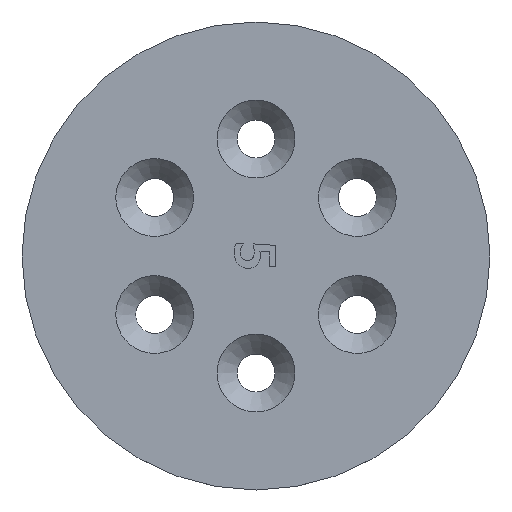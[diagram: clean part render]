
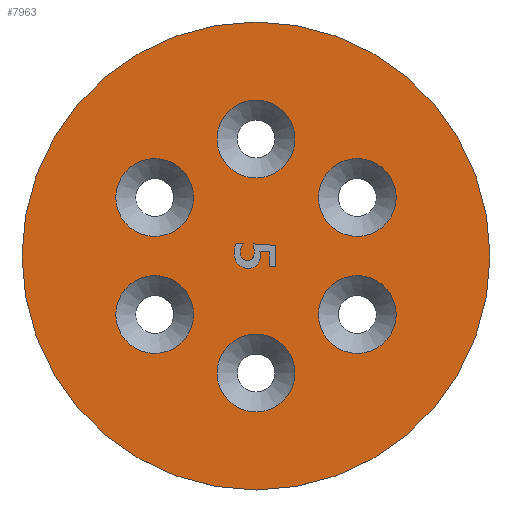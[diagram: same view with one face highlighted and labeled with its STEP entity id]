
A CAD part, top view. The second image highlights one B-rep face of the part: STEP entity #7963.
In plain terms, the highlighted planar face has unit normal (0, 0, 1).
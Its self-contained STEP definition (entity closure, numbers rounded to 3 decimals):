
#269=FACE_BOUND('',#1569,.T.);
#270=FACE_BOUND('',#1570,.T.);
#271=FACE_BOUND('',#1571,.T.);
#272=FACE_BOUND('',#1572,.T.);
#273=FACE_BOUND('',#1573,.T.);
#274=FACE_BOUND('',#1574,.T.);
#275=FACE_BOUND('',#1575,.T.);
#523=CIRCLE('',#8441,20.);
#644=CIRCLE('',#8755,3.325);
#647=CIRCLE('',#8759,3.325);
#648=CIRCLE('',#8760,3.325);
#649=CIRCLE('',#8761,3.325);
#650=CIRCLE('',#8762,3.325);
#651=CIRCLE('',#8763,3.325);
#868=PLANE('',#8758);
#1152=FACE_OUTER_BOUND('',#1568,.T.);
#1568=EDGE_LOOP('',(#6511));
#1569=EDGE_LOOP('',(#6512,#6513,#6514,#6515,#6516,#6517,#6518,#6519,#6520,
#6521,#6522,#6523,#6524,#6525));
#1570=EDGE_LOOP('',(#6526));
#1571=EDGE_LOOP('',(#6527));
#1572=EDGE_LOOP('',(#6528));
#1573=EDGE_LOOP('',(#6529));
#1574=EDGE_LOOP('',(#6530));
#1575=EDGE_LOOP('',(#6531));
#1791=LINE('',#11717,#2502);
#1794=LINE('',#11723,#2505);
#1797=LINE('',#11729,#2508);
#1800=LINE('',#11735,#2511);
#1803=LINE('',#11741,#2514);
#1810=LINE('',#11818,#2521);
#2502=VECTOR('',#9113,10.);
#2505=VECTOR('',#9118,10.);
#2508=VECTOR('',#9123,10.);
#2511=VECTOR('',#9128,10.);
#2514=VECTOR('',#9133,10.);
#2521=VECTOR('',#9142,10.);
#3208=B_SPLINE_CURVE_WITH_KNOTS('',2,(#11652,#11653,#11654),
 .UNSPECIFIED.,.F.,.F.,(3,3),(0.,1.),.UNSPECIFIED.);
#3210=B_SPLINE_CURVE_WITH_KNOTS('',2,(#11671,#11672,#11673,#11674),
 .UNSPECIFIED.,.F.,.F.,(3,1,3),(0.,1.,2.),.UNSPECIFIED.);
#3212=B_SPLINE_CURVE_WITH_KNOTS('',2,(#11690,#11691,#11692,#11693),
 .UNSPECIFIED.,.F.,.F.,(3,1,3),(0.,1.,2.),.UNSPECIFIED.);
#3214=B_SPLINE_CURVE_WITH_KNOTS('',2,(#11707,#11708,#11709),
 .UNSPECIFIED.,.F.,.F.,(3,3),(0.,1.),.UNSPECIFIED.);
#3216=B_SPLINE_CURVE_WITH_KNOTS('',2,(#11752,#11753,#11754),
 .UNSPECIFIED.,.F.,.F.,(3,3),(0.,1.),.UNSPECIFIED.);
#3218=B_SPLINE_CURVE_WITH_KNOTS('',2,(#11769,#11770,#11771,#11772),
 .UNSPECIFIED.,.F.,.F.,(3,1,3),(0.,1.,2.),.UNSPECIFIED.);
#3220=B_SPLINE_CURVE_WITH_KNOTS('',2,(#11788,#11789,#11790,#11791),
 .UNSPECIFIED.,.F.,.F.,(3,1,3),(0.,1.,2.),.UNSPECIFIED.);
#3222=B_SPLINE_CURVE_WITH_KNOTS('',2,(#11807,#11808,#11809,#11810),
 .UNSPECIFIED.,.F.,.F.,(3,1,3),(0.,1.,2.),.UNSPECIFIED.);
#3224=VERTEX_POINT('',#11650);
#3225=VERTEX_POINT('',#11651);
#3228=VERTEX_POINT('',#11670);
#3230=VERTEX_POINT('',#11689);
#3232=VERTEX_POINT('',#11706);
#3234=VERTEX_POINT('',#11716);
#3236=VERTEX_POINT('',#11722);
#3238=VERTEX_POINT('',#11728);
#3240=VERTEX_POINT('',#11734);
#3242=VERTEX_POINT('',#11740);
#3244=VERTEX_POINT('',#11751);
#3246=VERTEX_POINT('',#11768);
#3248=VERTEX_POINT('',#11787);
#3250=VERTEX_POINT('',#11806);
#3637=VERTEX_POINT('',#12593);
#3831=VERTEX_POINT('',#13367);
#3834=VERTEX_POINT('',#13375);
#3835=VERTEX_POINT('',#13377);
#3836=VERTEX_POINT('',#13379);
#3837=VERTEX_POINT('',#13381);
#3838=VERTEX_POINT('',#13383);
#4046=EDGE_CURVE('',#3224,#3225,#3208,.T.);
#4050=EDGE_CURVE('',#3228,#3224,#3210,.T.);
#4053=EDGE_CURVE('',#3230,#3228,#3212,.T.);
#4056=EDGE_CURVE('',#3232,#3230,#3214,.T.);
#4059=EDGE_CURVE('',#3234,#3232,#1791,.T.);
#4062=EDGE_CURVE('',#3236,#3234,#1794,.T.);
#4065=EDGE_CURVE('',#3238,#3236,#1797,.T.);
#4068=EDGE_CURVE('',#3240,#3238,#1800,.T.);
#4071=EDGE_CURVE('',#3242,#3240,#1803,.T.);
#4074=EDGE_CURVE('',#3244,#3242,#3216,.T.);
#4077=EDGE_CURVE('',#3246,#3244,#3218,.T.);
#4080=EDGE_CURVE('',#3248,#3246,#3220,.T.);
#4083=EDGE_CURVE('',#3250,#3248,#3222,.T.);
#4086=EDGE_CURVE('',#3225,#3250,#1810,.T.);
#4474=EDGE_CURVE('',#3637,#3637,#523,.T.);
#4860=EDGE_CURVE('',#3831,#3831,#644,.T.);
#4864=EDGE_CURVE('',#3834,#3834,#647,.T.);
#4865=EDGE_CURVE('',#3835,#3835,#648,.T.);
#4866=EDGE_CURVE('',#3836,#3836,#649,.T.);
#4867=EDGE_CURVE('',#3837,#3837,#650,.T.);
#4868=EDGE_CURVE('',#3838,#3838,#651,.T.);
#6511=ORIENTED_EDGE('',*,*,#4474,.T.);
#6512=ORIENTED_EDGE('',*,*,#4046,.T.);
#6513=ORIENTED_EDGE('',*,*,#4086,.T.);
#6514=ORIENTED_EDGE('',*,*,#4083,.T.);
#6515=ORIENTED_EDGE('',*,*,#4080,.T.);
#6516=ORIENTED_EDGE('',*,*,#4077,.T.);
#6517=ORIENTED_EDGE('',*,*,#4074,.T.);
#6518=ORIENTED_EDGE('',*,*,#4071,.T.);
#6519=ORIENTED_EDGE('',*,*,#4068,.T.);
#6520=ORIENTED_EDGE('',*,*,#4065,.T.);
#6521=ORIENTED_EDGE('',*,*,#4062,.T.);
#6522=ORIENTED_EDGE('',*,*,#4059,.T.);
#6523=ORIENTED_EDGE('',*,*,#4056,.T.);
#6524=ORIENTED_EDGE('',*,*,#4053,.T.);
#6525=ORIENTED_EDGE('',*,*,#4050,.T.);
#6526=ORIENTED_EDGE('',*,*,#4864,.F.);
#6527=ORIENTED_EDGE('',*,*,#4865,.F.);
#6528=ORIENTED_EDGE('',*,*,#4866,.F.);
#6529=ORIENTED_EDGE('',*,*,#4867,.F.);
#6530=ORIENTED_EDGE('',*,*,#4868,.F.);
#6531=ORIENTED_EDGE('',*,*,#4860,.F.);
#7963=ADVANCED_FACE('',(#1152,#269,#270,#271,#272,#273,#274,#275),#868,
 .T.);
#8441=AXIS2_PLACEMENT_3D('',#12595,#9777,#9778);
#8755=AXIS2_PLACEMENT_3D('',#13368,#10670,#10671);
#8758=AXIS2_PLACEMENT_3D('',#13374,#10677,#10678);
#8759=AXIS2_PLACEMENT_3D('',#13376,#10679,#10680);
#8760=AXIS2_PLACEMENT_3D('',#13378,#10681,#10682);
#8761=AXIS2_PLACEMENT_3D('',#13380,#10683,#10684);
#8762=AXIS2_PLACEMENT_3D('',#13382,#10685,#10686);
#8763=AXIS2_PLACEMENT_3D('',#13384,#10687,#10688);
#9113=DIRECTION('',(-0.997,0.074,0.));
#9118=DIRECTION('',(0.,1.,0.));
#9123=DIRECTION('',(-1.,0.,0.));
#9128=DIRECTION('',(0.,-1.,0.));
#9133=DIRECTION('',(0.998,-0.068,0.));
#9142=DIRECTION('',(1.,0.,0.));
#9777=DIRECTION('center_axis',(0.,0.,1.));
#9778=DIRECTION('ref_axis',(1.,0.,0.));
#10670=DIRECTION('center_axis',(0.,0.,1.));
#10671=DIRECTION('ref_axis',(-1.,0.,0.));
#10677=DIRECTION('center_axis',(0.,0.,1.));
#10678=DIRECTION('ref_axis',(1.,0.,0.));
#10679=DIRECTION('center_axis',(0.,0.,1.));
#10680=DIRECTION('ref_axis',(-1.,0.,0.));
#10681=DIRECTION('center_axis',(0.,0.,1.));
#10682=DIRECTION('ref_axis',(-1.,0.,0.));
#10683=DIRECTION('center_axis',(0.,0.,1.));
#10684=DIRECTION('ref_axis',(-1.,0.,0.));
#10685=DIRECTION('center_axis',(0.,0.,1.));
#10686=DIRECTION('ref_axis',(-1.,0.,0.));
#10687=DIRECTION('center_axis',(0.,0.,1.));
#10688=DIRECTION('ref_axis',(-1.,0.,0.));
#11650=CARTESIAN_POINT('',(-1.859,0.269,3.5));
#11651=CARTESIAN_POINT('',(-1.692,1.091,3.5));
#11652=CARTESIAN_POINT('Ctrl Pts',(-1.859,0.269,
3.5));
#11653=CARTESIAN_POINT('Ctrl Pts',(-1.859,0.784,
3.5));
#11654=CARTESIAN_POINT('Ctrl Pts',(-1.692,1.091,3.5));
#11670=CARTESIAN_POINT('',(-0.658,-1.066,3.5));
#11671=CARTESIAN_POINT('Ctrl Pts',(-0.658,-1.066,
3.5));
#11672=CARTESIAN_POINT('Ctrl Pts',(-1.221,-1.066,
3.5));
#11673=CARTESIAN_POINT('Ctrl Pts',(-1.859,-0.351,
3.5));
#11674=CARTESIAN_POINT('Ctrl Pts',(-1.859,0.269,
3.5));
#11689=CARTESIAN_POINT('',(0.37,0.066,3.5));
#11690=CARTESIAN_POINT('Ctrl Pts',(0.37,0.066,
3.5));
#11691=CARTESIAN_POINT('Ctrl Pts',(0.37,-0.443,
3.5));
#11692=CARTESIAN_POINT('Ctrl Pts',(-0.19,-1.066,
3.5));
#11693=CARTESIAN_POINT('Ctrl Pts',(-0.658,-1.066,
3.5));
#11706=CARTESIAN_POINT('',(0.338,0.42,3.5));
#11707=CARTESIAN_POINT('Ctrl Pts',(0.338,0.42,
3.5));
#11708=CARTESIAN_POINT('Ctrl Pts',(0.37,0.152,
3.5));
#11709=CARTESIAN_POINT('Ctrl Pts',(0.37,0.066,
3.5));
#11716=CARTESIAN_POINT('',(1.151,0.36,3.5));
#11717=CARTESIAN_POINT('',(-0.087,0.452,3.5));
#11722=CARTESIAN_POINT('',(1.151,-0.904,3.5));
#11723=CARTESIAN_POINT('',(1.151,8.785,3.5));
#11728=CARTESIAN_POINT('',(1.704,-0.904,3.5));
#11729=CARTESIAN_POINT('',(0.852,-0.904,3.5));
#11734=CARTESIAN_POINT('',(1.704,0.907,3.5));
#11735=CARTESIAN_POINT('',(1.704,9.691,3.5));
#11740=CARTESIAN_POINT('',(-0.206,1.037,3.5));
#11741=CARTESIAN_POINT('',(-0.692,1.07,3.5));
#11751=CARTESIAN_POINT('',(-0.155,0.439,3.5));
#11752=CARTESIAN_POINT('Ctrl Pts',(-0.155,0.439,
3.5));
#11753=CARTESIAN_POINT('Ctrl Pts',(-0.155,0.724,
3.5));
#11754=CARTESIAN_POINT('Ctrl Pts',(-0.206,1.037,
3.5));
#11768=CARTESIAN_POINT('',(-0.727,-0.389,3.5));
#11769=CARTESIAN_POINT('Ctrl Pts',(-0.727,-0.389,
3.5));
#11770=CARTESIAN_POINT('Ctrl Pts',(-0.43,-0.389,
3.5));
#11771=CARTESIAN_POINT('Ctrl Pts',(-0.155,0.019,
3.5));
#11772=CARTESIAN_POINT('Ctrl Pts',(-0.155,0.439,
3.5));
#11787=CARTESIAN_POINT('',(-1.341,0.332,3.5));
#11788=CARTESIAN_POINT('Ctrl Pts',(-1.341,0.332,
3.5));
#11789=CARTESIAN_POINT('Ctrl Pts',(-1.341,-0.003,
3.5));
#11790=CARTESIAN_POINT('Ctrl Pts',(-1.015,-0.389,
3.5));
#11791=CARTESIAN_POINT('Ctrl Pts',(-0.727,-0.389,
3.5));
#11806=CARTESIAN_POINT('',(-1.091,1.091,3.5));
#11807=CARTESIAN_POINT('Ctrl Pts',(-1.091,1.091,3.5));
#11808=CARTESIAN_POINT('Ctrl Pts',(-1.211,0.933,3.5));
#11809=CARTESIAN_POINT('Ctrl Pts',(-1.341,0.525,3.5));
#11810=CARTESIAN_POINT('Ctrl Pts',(-1.341,0.332,
3.5));
#11818=CARTESIAN_POINT('',(-0.846,1.091,3.5));
#12593=CARTESIAN_POINT('',(-20.,0.,3.5));
#12595=CARTESIAN_POINT('Origin',(0.,0.,3.5));
#13367=CARTESIAN_POINT('',(-5.335,5.,3.5));
#13368=CARTESIAN_POINT('Origin',(-8.66,5.,3.5));
#13374=CARTESIAN_POINT('Origin',(0.,18.475,
3.5));
#13375=CARTESIAN_POINT('',(-5.335,-5.,3.5));
#13376=CARTESIAN_POINT('Origin',(-8.66,-5.,3.5));
#13377=CARTESIAN_POINT('',(11.985,-5.,3.5));
#13378=CARTESIAN_POINT('Origin',(8.66,-5.,3.5));
#13379=CARTESIAN_POINT('',(3.325,10.,3.5));
#13380=CARTESIAN_POINT('Origin',(0.,10.,3.5));
#13381=CARTESIAN_POINT('',(11.985,5.,3.5));
#13382=CARTESIAN_POINT('Origin',(8.66,5.,3.5));
#13383=CARTESIAN_POINT('',(3.325,-10.,3.5));
#13384=CARTESIAN_POINT('Origin',(0.,-10.,3.5));
